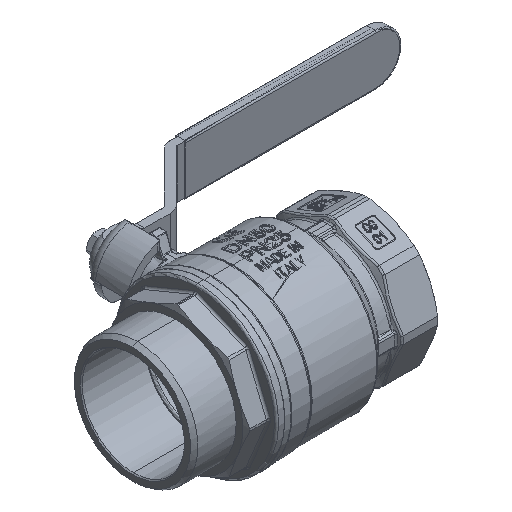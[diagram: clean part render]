
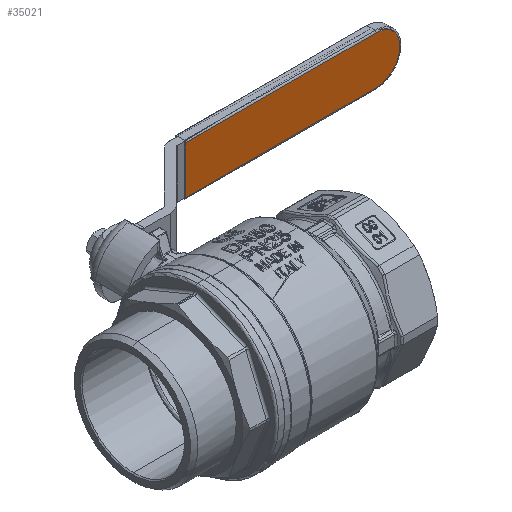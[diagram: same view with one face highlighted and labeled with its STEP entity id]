
A CAD part, isometric view. The second image highlights one B-rep face of the part: STEP entity #35021.
In plain terms, the highlighted planar face has unit normal (0, -1, 0).
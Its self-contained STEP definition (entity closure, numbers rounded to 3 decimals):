
#701 = CARTESIAN_POINT ( 'NONE',  ( 83.332, 90.3, 11.634 ) ) ;
#1009 = CARTESIAN_POINT ( 'NONE',  ( 156.541, 90.3, -3.747 ) ) ;
#1462 = CARTESIAN_POINT ( 'NONE',  ( 154.266, 90.3, -7.687 ) ) ;
#2222 = CARTESIAN_POINT ( 'NONE',  ( 114.416, 90.3, -11.634 ) ) ;
#4016 = EDGE_CURVE ( 'NONE', #22871, #37176, #32838, .T. ) ;
#4151 = CARTESIAN_POINT ( 'NONE',  ( 145.5, 90.3, 11.634 ) ) ;
#4409 = ORIENTED_EDGE ( 'NONE', *, *, #34281, .T. ) ;
#4662 = CARTESIAN_POINT ( 'NONE',  ( 147.021, 90.3, 11.559 ) ) ;
#5059 = VERTEX_POINT ( 'NONE', #12622 ) ;
#7506 = DIRECTION ( 'NONE',  ( 0., -1., 0. ) ) ;
#7737 = ORIENTED_EDGE ( 'NONE', *, *, #29599, .T. ) ;
#8298 = CARTESIAN_POINT ( 'NONE',  ( 156.761, 90.3, -3.019 ) ) ;
#8430 = ORIENTED_EDGE ( 'NONE', *, *, #4016, .T. ) ;
#8445 = CARTESIAN_POINT ( 'NONE',  ( 157.059, 90.3, -1.521 ) ) ;
#8585 = CARTESIAN_POINT ( 'NONE',  ( 52.248, 90.3, 11.634 ) ) ;
#8610 = CARTESIAN_POINT ( 'NONE',  ( 157.059, 90.3, 1.521 ) ) ;
#8658 = AXIS2_PLACEMENT_3D ( 'NONE', #21630, #7506, #46857 ) ;
#11924 = CARTESIAN_POINT ( 'NONE',  ( 152.598, 90.3, 9.249 ) ) ;
#12004 = CARTESIAN_POINT ( 'NONE',  ( 145.5, 90.3, -11.634 ) ) ;
#12622 = CARTESIAN_POINT ( 'NONE',  ( 52.248, 90.3, -11.634 ) ) ;
#12978 = CARTESIAN_POINT ( 'NONE',  ( 83.332, 90.3, -11.634 ) ) ;
#14150 = CARTESIAN_POINT ( 'NONE',  ( 150.658, 90.3, -10.456 ) ) ;
#15415 = CARTESIAN_POINT ( 'NONE',  ( 156.762, 90.3, 3.019 ) ) ;
#15731 = CARTESIAN_POINT ( 'NONE',  ( 151.329, 90.3, -10.097 ) ) ;
#19066 = CARTESIAN_POINT ( 'NONE',  ( 154.749, 90.3, 7.098 ) ) ;
#19123 = B_SPLINE_CURVE_WITH_KNOTS ( 'NONE', 3,
 ( #8585, #26313, #20110, #30855 ),
 .UNSPECIFIED., .F., .F.,
 ( 4, 4 ),
 ( 0., 1. ),
 .UNSPECIFIED. ) ;
#19317 = CARTESIAN_POINT ( 'NONE',  ( 52.248, 90.3, 11.634 ) ) ;
#20110 = CARTESIAN_POINT ( 'NONE',  ( 52.248, 90.3, -3.878 ) ) ;
#21630 = CARTESIAN_POINT ( 'NONE',  ( 145.5, 90.3, 0. ) ) ;
#22717 = CARTESIAN_POINT ( 'NONE',  ( 150.658, 90.3, 10.456 ) ) ;
#22871 = VERTEX_POINT ( 'NONE', #4151 ) ;
#22893 = CARTESIAN_POINT ( 'NONE',  ( 52.248, 90.3, 11.634 ) ) ;
#23037 = CARTESIAN_POINT ( 'NONE',  ( 156.541, 90.3, 3.747 ) ) ;
#23186 = CARTESIAN_POINT ( 'NONE',  ( 155.597, 90.3, 5.829 ) ) ;
#23291 = EDGE_CURVE ( 'NONE', #41136, #22871, #26011, .T. ) ;
#26011 = B_SPLINE_CURVE_WITH_KNOTS ( 'NONE', 3,
 ( #44013, #32809, #40187, #32666, #29188, #14150, #15731, #33889, #44766, #1462, #44466, #30269, #29809, #1009, #8298, #8445, #44613, #40987, #8610, #15415, #23037, #26332, #23186, #19066, #34050, #44316, #11924, #40676, #22717, #36912, #26182, #4662, #40512, #26794 ),
 .UNSPECIFIED., .F., .F.,
 ( 4, 2, 2, 2, 2, 2, 2, 2, 2, 2, 2, 2, 2, 2, 2, 2, 4 ),
 ( 0., 0.063, 0.125, 0.188, 0.25, 0.313, 0.375, 0.438, 0.5, 0.563, 0.625, 0.688, 0.75, 0.813, 0.875, 0.938, 1. ),
 .UNSPECIFIED. ) ;
#26182 = CARTESIAN_POINT ( 'NONE',  ( 148.519, 90.3, 11.261 ) ) ;
#26313 = CARTESIAN_POINT ( 'NONE',  ( 52.248, 90.3, 3.878 ) ) ;
#26332 = CARTESIAN_POINT ( 'NONE',  ( 155.956, 90.3, 5.158 ) ) ;
#26794 = CARTESIAN_POINT ( 'NONE',  ( 145.5, 90.3, 11.634 ) ) ;
#29188 = CARTESIAN_POINT ( 'NONE',  ( 149.247, 90.3, -11.041 ) ) ;
#29599 = EDGE_CURVE ( 'NONE', #37176, #5059, #19123, .T. ) ;
#29809 = CARTESIAN_POINT ( 'NONE',  ( 155.956, 90.3, -5.158 ) ) ;
#30269 = CARTESIAN_POINT ( 'NONE',  ( 155.598, 90.3, -5.829 ) ) ;
#30855 = CARTESIAN_POINT ( 'NONE',  ( 52.248, 90.3, -11.634 ) ) ;
#31344 = CARTESIAN_POINT ( 'NONE',  ( 145.5, 90.3, -11.634 ) ) ;
#32666 = CARTESIAN_POINT ( 'NONE',  ( 148.519, 90.3, -11.262 ) ) ;
#32809 = CARTESIAN_POINT ( 'NONE',  ( 146.264, 90.3, -11.634 ) ) ;
#32838 = B_SPLINE_CURVE_WITH_KNOTS ( 'NONE', 3,
 ( #33760, #37084, #701, #22893 ),
 .UNSPECIFIED., .F., .F.,
 ( 4, 4 ),
 ( 0., 1. ),
 .UNSPECIFIED. ) ;
#33760 = CARTESIAN_POINT ( 'NONE',  ( 145.5, 90.3, 11.634 ) ) ;
#33889 = CARTESIAN_POINT ( 'NONE',  ( 152.598, 90.3, -9.249 ) ) ;
#34050 = CARTESIAN_POINT ( 'NONE',  ( 154.266, 90.3, 7.687 ) ) ;
#34149 = FACE_OUTER_BOUND ( 'NONE', #41649, .T. ) ;
#34281 = EDGE_CURVE ( 'NONE', #5059, #41136, #39704, .T. ) ;
#34618 = ORIENTED_EDGE ( 'NONE', *, *, #23291, .T. ) ;
#35021 = ADVANCED_FACE ( 'NONE', ( #34149 ), #43202, .T. ) ;
#36912 = CARTESIAN_POINT ( 'NONE',  ( 149.247, 90.3, 11.041 ) ) ;
#37084 = CARTESIAN_POINT ( 'NONE',  ( 114.416, 90.3, 11.634 ) ) ;
#37176 = VERTEX_POINT ( 'NONE', #19317 ) ;
#39704 = B_SPLINE_CURVE_WITH_KNOTS ( 'NONE', 3,
 ( #41718, #12978, #2222, #31344 ),
 .UNSPECIFIED., .F., .F.,
 ( 4, 4 ),
 ( 0., 1. ),
 .UNSPECIFIED. ) ;
#40187 = CARTESIAN_POINT ( 'NONE',  ( 147.021, 90.3, -11.559 ) ) ;
#40512 = CARTESIAN_POINT ( 'NONE',  ( 146.264, 90.3, 11.634 ) ) ;
#40676 = CARTESIAN_POINT ( 'NONE',  ( 151.329, 90.3, 10.098 ) ) ;
#40987 = CARTESIAN_POINT ( 'NONE',  ( 157.134, 90.3, 0.764 ) ) ;
#41136 = VERTEX_POINT ( 'NONE', #12004 ) ;
#41649 = EDGE_LOOP ( 'NONE', ( #34618, #8430, #7737, #4409 ) ) ;
#41718 = CARTESIAN_POINT ( 'NONE',  ( 52.248, 90.3, -11.634 ) ) ;
#43202 = PLANE ( 'NONE',  #8658 ) ;
#44013 = CARTESIAN_POINT ( 'NONE',  ( 145.5, 90.3, -11.634 ) ) ;
#44316 = CARTESIAN_POINT ( 'NONE',  ( 153.187, 90.3, 8.766 ) ) ;
#44466 = CARTESIAN_POINT ( 'NONE',  ( 154.749, 90.3, -7.098 ) ) ;
#44613 = CARTESIAN_POINT ( 'NONE',  ( 157.134, 90.3, -0.764 ) ) ;
#44766 = CARTESIAN_POINT ( 'NONE',  ( 153.187, 90.3, -8.766 ) ) ;
#46857 = DIRECTION ( 'NONE',  ( 0., 0., -1. ) ) ;
